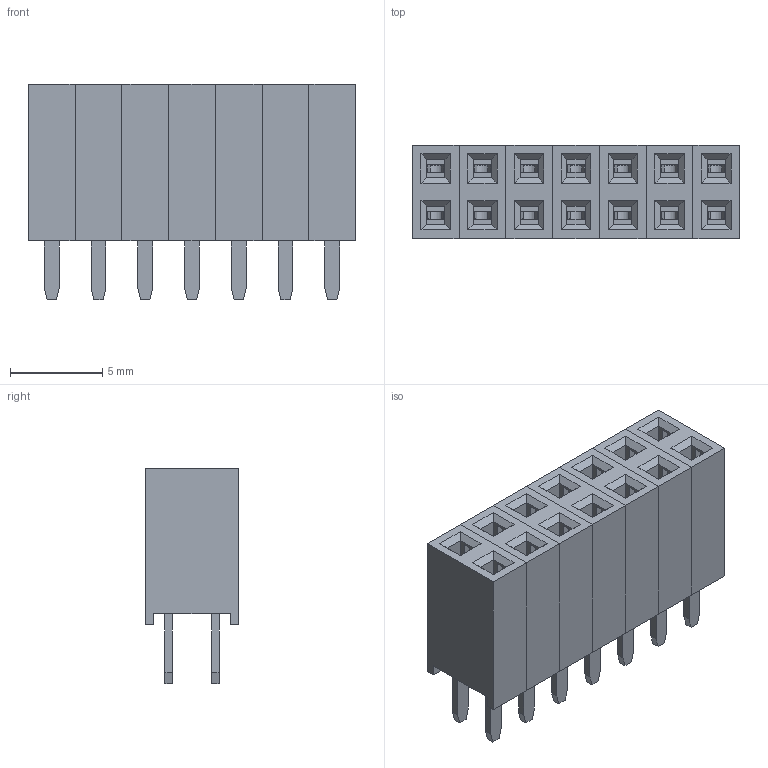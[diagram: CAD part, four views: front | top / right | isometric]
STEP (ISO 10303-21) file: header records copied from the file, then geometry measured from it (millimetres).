
FILE_DESCRIPTION (( 'STEP AP214' ), '1' );
FILE_NAME ('User Library-HeaderRangLuocKepThang2.54mm.STEP', '2017-12-01T09:16:27', ( '' ), ( '' ), 'SwSTEP 2.0', 'SolidWorks 2017', '' );
FILE_SCHEMA (( 'AUTOMOTIVE_DESIGN' ));
Length unit declared in the file: millimetre
Products named in the file (1): User Library-HeaderRangLuocKepThang2.54mm
Bounding box: 17.78 x 5.08 x 11.7 mm (x, y, z)
Volume: 630.1 mm3; surface area: 2094.3 mm2
Topology: 7 solids, 7 shells, 602 faces, 1708 edges, 1120 vertices
Faces by surface type: plane 588, cylinder 14
Entity records: 25894 total; most frequent: CARTESIAN_POINT 3431, ORIENTED_EDGE 3416, DIRECTION 2942, EDGE_CURVE 1708, VECTOR 1680, LINE 1680, VERTEX_POINT 1120, EDGE_LOOP 658
